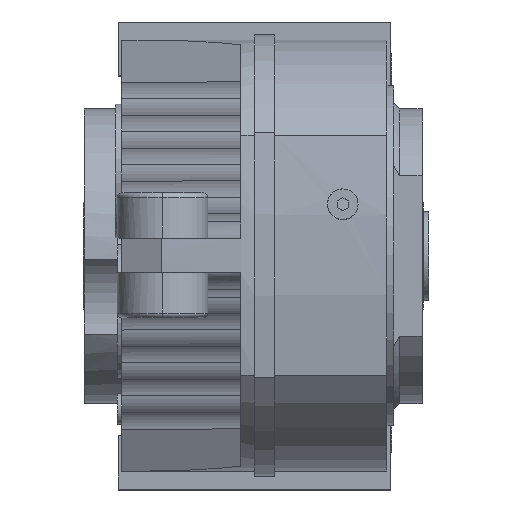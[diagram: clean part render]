
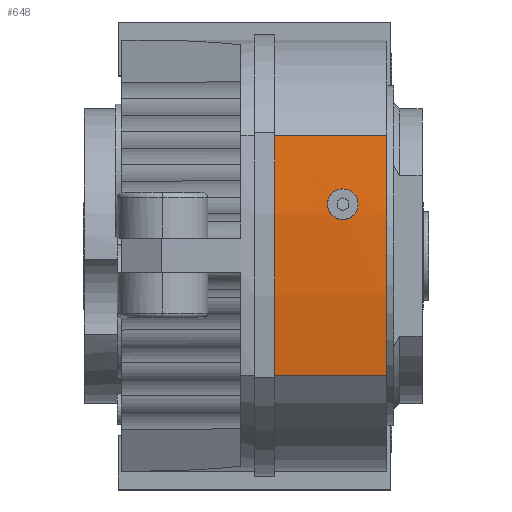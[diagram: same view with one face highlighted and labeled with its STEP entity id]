
A CAD part, top view. The second image highlights one B-rep face of the part: STEP entity #648.
In plain terms, the highlighted cylindrical face has radius 600 mm (diameter 1200 mm), a partial arc.
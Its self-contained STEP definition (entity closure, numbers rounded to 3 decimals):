
#648=ADVANCED_FACE('NONE',(#1633,#1634),#1635,.T.);
#1633=FACE_BOUND('',#2961,.T.);
#1634=FACE_OUTER_BOUND('',#2962,.T.);
#1635=CYLINDRICAL_SURFACE('',#2963,600.0);
#2961=EDGE_LOOP('',(#5187,#5188,#5189));
#2962=EDGE_LOOP('',(#5190,#5191,#5192,#5193));
#2963=AXIS2_PLACEMENT_3D('',#5194,#5195,#5196);
#5187=ORIENTED_EDGE('',*,*,#8653,.T.);
#5188=ORIENTED_EDGE('',*,*,#8303,.T.);
#5189=ORIENTED_EDGE('',*,*,#8654,.T.);
#5190=ORIENTED_EDGE('',*,*,#8669,.T.);
#5191=ORIENTED_EDGE('',*,*,#8670,.T.);
#5192=ORIENTED_EDGE('',*,*,#8671,.F.);
#5193=ORIENTED_EDGE('',*,*,#8672,.T.);
#5194=CARTESIAN_POINT('',(864.285,0.,-160.839));
#5195=DIRECTION('',(1.0,0.0,0.0));
#5196=DIRECTION('',(0.0,-1.0,0.0));
#8303=EDGE_CURVE('',#9973,#9977,#9979,.T.);
#8653=EDGE_CURVE('',#10551,#9973,#10552,.T.);
#8654=EDGE_CURVE('',#9977,#10551,#10553,.T.);
#8669=EDGE_CURVE('NONE',#10572,#10573,#10574,.T.);
#8670=EDGE_CURVE('NONE',#10573,#10575,#10576,.T.);
#8671=EDGE_CURVE('NONE',#10577,#10575,#10578,.F.);
#8672=EDGE_CURVE('NONE',#10577,#10572,#10579,.F.);
#9973=VERTEX_POINT('',#12687);
#9977=VERTEX_POINT('',#12692);
#9979=B_SPLINE_CURVE_WITH_KNOTS('',3,(#12695,#12696,#12697,#12698,#12699,#12700,#12701,#12702,#12703,#12704,#12705,#12706,#12707,#12708,#12709,#12710,#12711,#12712,#12713,#12714,#12715,#12716,#12717,#12718,#12719,#12720,#12721,#12722,#12723,#12724,#12725,#12726,#12727,#12728),.UNSPECIFIED.,.F.,.F.,(4,2,2,2,2,2,2,2,2,2,2,2,2,2,2,2,4),(20.378,22.927,25.475,28.024,30.572,33.115,35.657,38.199,40.741,43.283,45.826,48.368,50.91,53.459,56.007,58.556,61.104),.UNSPECIFIED.);
#10551=VERTEX_POINT('',#13503);
#10552=B_SPLINE_CURVE_WITH_KNOTS('',3,(#13504,#13505,#13506,#13507,#13508,#13509,#13510,#13511,#13512,#13513,#13514,#13515,#13516,#13517,#13518,#13519,#13520,#13521),.UNSPECIFIED.,.F.,.F.,(4,2,2,2,2,2,2,2,4),(0.0,2.543,5.085,7.628,10.17,12.722,15.274,17.826,20.378),.UNSPECIFIED.);
#10553=B_SPLINE_CURVE_WITH_KNOTS('',3,(#13522,#13523,#13524,#13525,#13526,#13527,#13528,#13529,#13530,#13531,#13532,#13533,#13534,#13535,#13536,#13537,#13538,#13539),.UNSPECIFIED.,.F.,.F.,(4,2,2,2,2,2,2,2,4),(61.104,63.656,66.208,68.76,71.312,73.855,76.397,78.94,81.482),.UNSPECIFIED.);
#10572=VERTEX_POINT('NONE',#13563);
#10573=VERTEX_POINT('NONE',#13564);
#10574=LINE('',#13565,#13566);
#10575=VERTEX_POINT('NONE',#13567);
#10576=CIRCLE('',#13568,600.0);
#10577=VERTEX_POINT('NONE',#13569);
#10578=LINE('',#13570,#13571);
#10579=CIRCLE('',#13572,600.0);
#12687=CARTESIAN_POINT('',(241.5,45.0,437.471));
#12692=CARTESIAN_POINT('',(214.5,45.0,437.471));
#12695=CARTESIAN_POINT('',(241.5,45.0,437.471));
#12696=CARTESIAN_POINT('',(241.5,44.153,437.535));
#12697=CARTESIAN_POINT('',(241.419,43.277,437.599));
#12698=CARTESIAN_POINT('',(241.077,41.533,437.722));
#12699=CARTESIAN_POINT('',(240.817,40.666,437.782));
#12700=CARTESIAN_POINT('',(240.128,39.002,437.892));
#12701=CARTESIAN_POINT('',(239.698,38.204,437.944));
#12702=CARTESIAN_POINT('',(238.706,36.728,438.036));
#12703=CARTESIAN_POINT('',(238.143,36.05,438.077));
#12704=CARTESIAN_POINT('',(236.943,34.852,438.148));
#12705=CARTESIAN_POINT('',(236.267,34.29,438.18));
#12706=CARTESIAN_POINT('',(234.793,33.3,438.236));
#12707=CARTESIAN_POINT('',(233.996,32.871,438.26));
#12708=CARTESIAN_POINT('',(232.334,32.183,438.297));
#12709=CARTESIAN_POINT('',(231.467,31.923,438.311));
#12710=CARTESIAN_POINT('',(229.724,31.581,438.329));
#12711=CARTESIAN_POINT('',(228.847,31.5,438.333));
#12712=CARTESIAN_POINT('',(227.153,31.5,438.333));
#12713=CARTESIAN_POINT('',(226.276,31.581,438.329));
#12714=CARTESIAN_POINT('',(224.533,31.923,438.311));
#12715=CARTESIAN_POINT('',(223.666,32.183,438.297));
#12716=CARTESIAN_POINT('',(222.004,32.871,438.26));
#12717=CARTESIAN_POINT('',(221.207,33.3,438.236));
#12718=CARTESIAN_POINT('',(219.733,34.29,438.18));
#12719=CARTESIAN_POINT('',(219.057,34.852,438.148));
#12720=CARTESIAN_POINT('',(217.857,36.05,438.077));
#12721=CARTESIAN_POINT('',(217.294,36.728,438.036));
#12722=CARTESIAN_POINT('',(216.302,38.204,437.944));
#12723=CARTESIAN_POINT('',(215.872,39.002,437.892));
#12724=CARTESIAN_POINT('',(215.183,40.666,437.782));
#12725=CARTESIAN_POINT('',(214.923,41.533,437.722));
#12726=CARTESIAN_POINT('',(214.581,43.277,437.599));
#12727=CARTESIAN_POINT('',(214.5,44.153,437.535));
#12728=CARTESIAN_POINT('',(214.5,45.0,437.471));
#13503=CARTESIAN_POINT('',(228.0,58.5,436.302));
#13504=CARTESIAN_POINT('',(228.0,58.5,436.302));
#13505=CARTESIAN_POINT('',(228.848,58.5,436.302));
#13506=CARTESIAN_POINT('',(229.724,58.419,436.31));
#13507=CARTESIAN_POINT('',(231.467,58.077,436.343));
#13508=CARTESIAN_POINT('',(232.333,57.817,436.369));
#13509=CARTESIAN_POINT('',(233.995,57.129,436.435));
#13510=CARTESIAN_POINT('',(234.792,56.701,436.476));
#13511=CARTESIAN_POINT('',(236.264,55.712,436.569));
#13512=CARTESIAN_POINT('',(236.941,55.15,436.621));
#13513=CARTESIAN_POINT('',(238.14,53.953,436.73));
#13514=CARTESIAN_POINT('',(238.703,53.275,436.791));
#13515=CARTESIAN_POINT('',(239.696,51.8,436.921));
#13516=CARTESIAN_POINT('',(240.126,51.002,436.99));
#13517=CARTESIAN_POINT('',(240.816,49.338,437.129));
#13518=CARTESIAN_POINT('',(241.077,48.47,437.2));
#13519=CARTESIAN_POINT('',(241.419,46.725,437.339));
#13520=CARTESIAN_POINT('',(241.5,45.848,437.407));
#13521=CARTESIAN_POINT('',(241.5,45.0,437.471));
#13522=CARTESIAN_POINT('',(214.5,45.0,437.471));
#13523=CARTESIAN_POINT('',(214.5,45.848,437.407));
#13524=CARTESIAN_POINT('',(214.581,46.725,437.339));
#13525=CARTESIAN_POINT('',(214.923,48.47,437.2));
#13526=CARTESIAN_POINT('',(215.184,49.338,437.129));
#13527=CARTESIAN_POINT('',(215.874,51.002,436.99));
#13528=CARTESIAN_POINT('',(216.304,51.8,436.921));
#13529=CARTESIAN_POINT('',(217.297,53.275,436.791));
#13530=CARTESIAN_POINT('',(217.86,53.953,436.73));
#13531=CARTESIAN_POINT('',(219.059,55.15,436.621));
#13532=CARTESIAN_POINT('',(219.736,55.712,436.569));
#13533=CARTESIAN_POINT('',(221.208,56.701,436.476));
#13534=CARTESIAN_POINT('',(222.005,57.129,436.435));
#13535=CARTESIAN_POINT('',(223.667,57.817,436.369));
#13536=CARTESIAN_POINT('',(224.533,58.077,436.343));
#13537=CARTESIAN_POINT('',(226.276,58.419,436.31));
#13538=CARTESIAN_POINT('',(227.152,58.5,436.302));
#13539=CARTESIAN_POINT('',(228.0,58.5,436.302));
#13563=CARTESIAN_POINT('',(267.0,106.0,429.723));
#13564=CARTESIAN_POINT('',(168.0,106.,429.723));
#13565=CARTESIAN_POINT('',(864.285,106.,429.723));
#13566=VECTOR('',#16784,1.0);
#13567=CARTESIAN_POINT('',(168.0,-106.0,429.723));
#13568=AXIS2_PLACEMENT_3D('',#16785,#16786,#16787);
#13569=CARTESIAN_POINT('',(267.0,-106.0,429.723));
#13570=CARTESIAN_POINT('',(864.285,-106.0,429.723));
#13571=VECTOR('',#16788,1.0);
#13572=AXIS2_PLACEMENT_3D('',#16789,#16790,#16791);
#16784=DIRECTION('',(-1.0,0.0,0.0));
#16785=CARTESIAN_POINT('',(168.0,0.,-160.839));
#16786=DIRECTION('',(1.0,0.0,0.0));
#16787=DIRECTION('',(0.0,-1.0,0.0));
#16788=DIRECTION('',(1.0,0.0,0.0));
#16789=CARTESIAN_POINT('',(267.0,0.,-160.839));
#16790=DIRECTION('',(1.0,0.0,0.0));
#16791=DIRECTION('',(0.0,-1.0,0.0));
